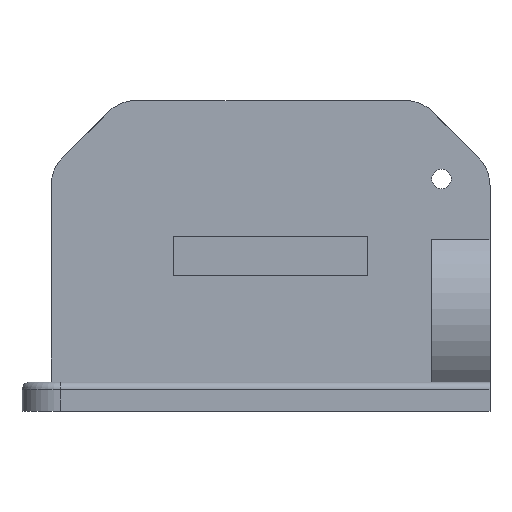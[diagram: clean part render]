
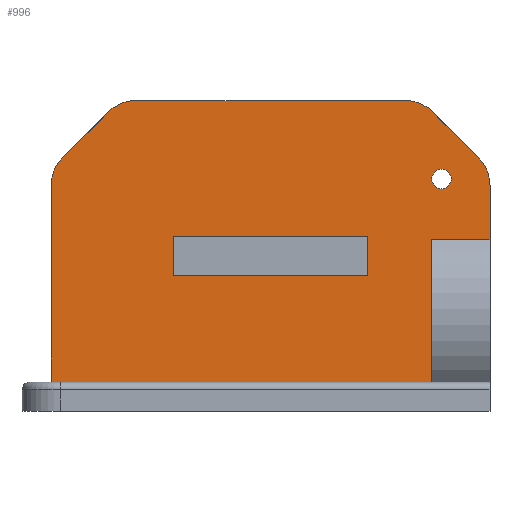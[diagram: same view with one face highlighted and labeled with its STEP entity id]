
A CAD part, top view. The second image highlights one B-rep face of the part: STEP entity #996.
In plain terms, the highlighted planar face has unit normal (0, 0, 1).
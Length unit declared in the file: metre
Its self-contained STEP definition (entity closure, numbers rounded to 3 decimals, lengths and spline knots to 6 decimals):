
#36=CIRCLE('',#1072,0.002);
#37=CIRCLE('',#1073,0.002);
#38=CIRCLE('',#1074,0.002);
#39=CIRCLE('',#1075,0.002);
#40=CIRCLE('',#1076,0.0005);
#100=ORIENTED_EDGE('',*,*,#393,.F.);
#101=ORIENTED_EDGE('',*,*,#394,.T.);
#102=ORIENTED_EDGE('',*,*,#395,.F.);
#103=ORIENTED_EDGE('',*,*,#396,.T.);
#104=ORIENTED_EDGE('',*,*,#397,.F.);
#105=ORIENTED_EDGE('',*,*,#398,.T.);
#106=ORIENTED_EDGE('',*,*,#399,.F.);
#107=ORIENTED_EDGE('',*,*,#400,.T.);
#108=ORIENTED_EDGE('',*,*,#401,.F.);
#109=ORIENTED_EDGE('',*,*,#402,.T.);
#110=ORIENTED_EDGE('',*,*,#403,.T.);
#111=ORIENTED_EDGE('',*,*,#391,.F.);
#112=ORIENTED_EDGE('',*,*,#404,.F.);
#113=ORIENTED_EDGE('',*,*,#405,.F.);
#114=ORIENTED_EDGE('',*,*,#406,.T.);
#115=ORIENTED_EDGE('',*,*,#407,.T.);
#116=ORIENTED_EDGE('',*,*,#408,.F.);
#391=EDGE_CURVE('',#537,#538,#629,.T.);
#393=EDGE_CURVE('',#539,#537,#631,.T.);
#394=EDGE_CURVE('',#539,#540,#632,.T.);
#395=EDGE_CURVE('',#541,#540,#633,.T.);
#396=EDGE_CURVE('',#541,#542,#36,.T.);
#397=EDGE_CURVE('',#543,#542,#634,.T.);
#398=EDGE_CURVE('',#543,#544,#37,.T.);
#399=EDGE_CURVE('',#545,#544,#635,.T.);
#400=EDGE_CURVE('',#545,#546,#38,.T.);
#401=EDGE_CURVE('',#547,#546,#636,.T.);
#402=EDGE_CURVE('',#547,#548,#39,.T.);
#403=EDGE_CURVE('',#548,#538,#637,.T.);
#404=EDGE_CURVE('',#549,#549,#40,.T.);
#405=EDGE_CURVE('',#550,#551,#638,.T.);
#406=EDGE_CURVE('',#550,#552,#639,.T.);
#407=EDGE_CURVE('',#552,#553,#640,.T.);
#408=EDGE_CURVE('',#551,#553,#641,.T.);
#537=VERTEX_POINT('',#1514);
#538=VERTEX_POINT('',#1516);
#539=VERTEX_POINT('',#1520);
#540=VERTEX_POINT('',#1522);
#541=VERTEX_POINT('',#1524);
#542=VERTEX_POINT('',#1526);
#543=VERTEX_POINT('',#1528);
#544=VERTEX_POINT('',#1530);
#545=VERTEX_POINT('',#1532);
#546=VERTEX_POINT('',#1534);
#547=VERTEX_POINT('',#1536);
#548=VERTEX_POINT('',#1538);
#549=VERTEX_POINT('',#1541);
#550=VERTEX_POINT('',#1543);
#551=VERTEX_POINT('',#1544);
#552=VERTEX_POINT('',#1546);
#553=VERTEX_POINT('',#1548);
#629=LINE('',#1515,#744);
#631=LINE('',#1519,#746);
#632=LINE('',#1521,#747);
#633=LINE('',#1523,#748);
#634=LINE('',#1527,#749);
#635=LINE('',#1531,#750);
#636=LINE('',#1535,#751);
#637=LINE('',#1539,#752);
#638=LINE('',#1542,#753);
#639=LINE('',#1545,#754);
#640=LINE('',#1547,#755);
#641=LINE('',#1549,#756);
#744=VECTOR('',#1198,1.);
#746=VECTOR('',#1202,1.);
#747=VECTOR('',#1203,1.);
#748=VECTOR('',#1204,1.);
#749=VECTOR('',#1207,1.);
#750=VECTOR('',#1210,1.);
#751=VECTOR('',#1213,1.);
#752=VECTOR('',#1216,1.);
#753=VECTOR('',#1219,1.);
#754=VECTOR('',#1220,1.);
#755=VECTOR('',#1221,1.);
#756=VECTOR('',#1222,1.);
#834=EDGE_LOOP('',(#100,#101,#102,#103,#104,#105,#106,#107,#108,#109,#110,
#111));
#835=EDGE_LOOP('',(#112));
#836=EDGE_LOOP('',(#113,#114,#115,#116));
#897=FACE_BOUND('',#834,.T.);
#898=FACE_BOUND('',#835,.T.);
#899=FACE_BOUND('',#836,.T.);
#958=PLANE('',#1071);
#996=ADVANCED_FACE('',(#897,#898,#899),#958,.T.);
#1071=AXIS2_PLACEMENT_3D('',#1518,#1200,#1201);
#1072=AXIS2_PLACEMENT_3D('',#1525,#1205,#1206);
#1073=AXIS2_PLACEMENT_3D('',#1529,#1208,#1209);
#1074=AXIS2_PLACEMENT_3D('',#1533,#1211,#1212);
#1075=AXIS2_PLACEMENT_3D('',#1537,#1214,#1215);
#1076=AXIS2_PLACEMENT_3D('',#1540,#1217,#1218);
#1198=DIRECTION('',(-1.,0.,0.));
#1200=DIRECTION('',(0.,0.,1.));
#1201=DIRECTION('',(1.,0.,0.));
#1202=DIRECTION('',(0.,-1.,0.));
#1203=DIRECTION('',(1.,0.,0.));
#1204=DIRECTION('',(0.,-1.,0.));
#1205=DIRECTION('',(0.,0.,1.));
#1206=DIRECTION('',(1.,0.,0.));
#1207=DIRECTION('',(0.707,-0.707,0.));
#1208=DIRECTION('',(0.,0.,1.));
#1209=DIRECTION('',(1.,0.,0.));
#1210=DIRECTION('',(1.,0.,0.));
#1211=DIRECTION('',(0.,0.,1.));
#1212=DIRECTION('',(1.,0.,0.));
#1213=DIRECTION('',(0.707,0.707,0.));
#1214=DIRECTION('',(0.,0.,1.));
#1215=DIRECTION('',(1.,0.,0.));
#1216=DIRECTION('',(0.,-1.,0.));
#1217=DIRECTION('',(0.,0.,1.));
#1218=DIRECTION('',(1.,0.,0.));
#1219=DIRECTION('',(0.,-1.,0.));
#1220=DIRECTION('',(1.,0.,0.));
#1221=DIRECTION('',(0.,-1.,0.));
#1222=DIRECTION('',(1.,0.,0.));
#1514=CARTESIAN_POINT('',(-0.01332,-0.023021,0.0064));
#1515=CARTESIAN_POINT('',(-0.02237,-0.023021,0.0064));
#1516=CARTESIAN_POINT('',(-0.03292,-0.023021,0.0064));
#1518=CARTESIAN_POINT('',(-0.02237,-0.016521,0.0064));
#1519=CARTESIAN_POINT('',(-0.01332,-0.017953,0.0064));
#1520=CARTESIAN_POINT('',(-0.01332,-0.015679,0.0064));
#1521=CARTESIAN_POINT('',(-0.01332,-0.015679,0.0064));
#1522=CARTESIAN_POINT('',(-0.01032,-0.015679,0.0064));
#1523=CARTESIAN_POINT('',(-0.01032,-0.017953,0.0064));
#1524=CARTESIAN_POINT('',(-0.01032,-0.012885,0.0064));
#1525=CARTESIAN_POINT('',(-0.01232,-0.012885,0.0064));
#1526=CARTESIAN_POINT('',(-0.010906,-0.01147,0.0064));
#1527=CARTESIAN_POINT('',(-0.012088,-0.010288,0.0064));
#1528=CARTESIAN_POINT('',(-0.01327,-0.009106,0.0064));
#1529=CARTESIAN_POINT('',(-0.014684,-0.010521,0.0064));
#1530=CARTESIAN_POINT('',(-0.014684,-0.008521,0.0064));
#1531=CARTESIAN_POINT('',(-0.02162,-0.008521,0.0064));
#1532=CARTESIAN_POINT('',(-0.028556,-0.008521,0.0064));
#1533=CARTESIAN_POINT('',(-0.028556,-0.010521,0.0064));
#1534=CARTESIAN_POINT('',(-0.02997,-0.009106,0.0064));
#1535=CARTESIAN_POINT('',(-0.031152,-0.010288,0.0064));
#1536=CARTESIAN_POINT('',(-0.032334,-0.01147,0.0064));
#1537=CARTESIAN_POINT('',(-0.03092,-0.012885,0.0064));
#1538=CARTESIAN_POINT('',(-0.03292,-0.012885,0.0064));
#1539=CARTESIAN_POINT('',(-0.03292,-0.017953,0.0064));
#1540=CARTESIAN_POINT('',(-0.01282,-0.012556,0.0064));
#1541=CARTESIAN_POINT('',(-0.01232,-0.012556,0.0064));
#1542=CARTESIAN_POINT('',(-0.02662,-0.016521,0.0064));
#1543=CARTESIAN_POINT('',(-0.02662,-0.015521,0.0064));
#1544=CARTESIAN_POINT('',(-0.02662,-0.017521,0.0064));
#1545=CARTESIAN_POINT('',(-0.01862,-0.015521,0.0064));
#1546=CARTESIAN_POINT('',(-0.01662,-0.015521,0.0064));
#1547=CARTESIAN_POINT('',(-0.01662,-0.016521,0.0064));
#1548=CARTESIAN_POINT('',(-0.01662,-0.017521,0.0064));
#1549=CARTESIAN_POINT('',(-0.01862,-0.017521,0.0064));
